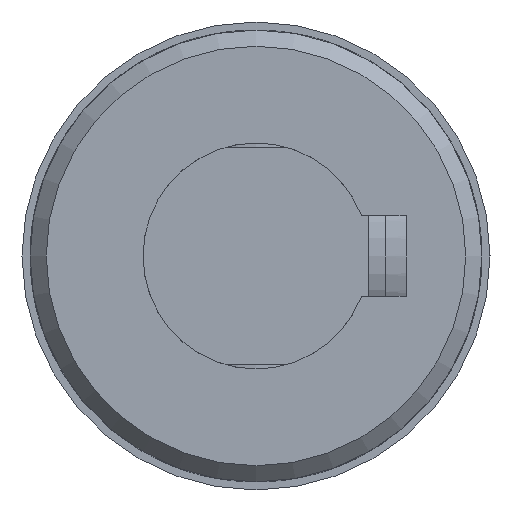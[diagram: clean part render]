
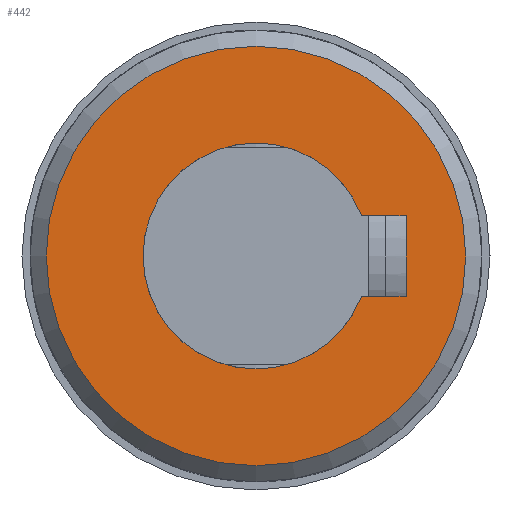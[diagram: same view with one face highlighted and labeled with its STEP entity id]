
A CAD part, left-side view. The second image highlights one B-rep face of the part: STEP entity #442.
In plain terms, the highlighted planar face has unit normal (-1, 0, 0).
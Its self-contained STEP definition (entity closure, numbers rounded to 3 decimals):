
#442 = ADVANCED_FACE( '', ( #937, #938 ), #939, .T. );
#937 = FACE_BOUND( '', #1519, .T. );
#938 = FACE_OUTER_BOUND( '', #1520, .T. );
#939 = PLANE( '', #1521 );
#1519 = EDGE_LOOP( '', ( #2456, #2457, #2458, #2459 ) );
#1520 = EDGE_LOOP( '', ( #2460 ) );
#1521 = AXIS2_PLACEMENT_3D( '', #2461, #2462, #2463 );
#2456 = ORIENTED_EDGE( '', *, *, #3687, .T. );
#2457 = ORIENTED_EDGE( '', *, *, #3688, .T. );
#2458 = ORIENTED_EDGE( '', *, *, #3689, .T. );
#2459 = ORIENTED_EDGE( '', *, *, #3690, .T. );
#2460 = ORIENTED_EDGE( '', *, *, #3555, .F. );
#2461 = CARTESIAN_POINT( '', ( 0., 13., 0. ) );
#2462 = DIRECTION( '', ( -1., 0., 0. ) );
#2463 = DIRECTION( '', ( 0., 0., 1. ) );
#3555 = EDGE_CURVE( '', #4270, #4270, #4271, .T. );
#3687 = EDGE_CURVE( '', #4481, #4482, #4483, .T. );
#3688 = EDGE_CURVE( '', #4482, #4484, #4485, .T. );
#3689 = EDGE_CURVE( '', #4484, #4486, #4487, .T. );
#3690 = EDGE_CURVE( '', #4486, #4481, #4488, .T. );
#4270 = VERTEX_POINT( '', #5507 );
#4271 = CIRCLE( '', #5508, 13. );
#4481 = VERTEX_POINT( '', #6301 );
#4482 = VERTEX_POINT( '', #6302 );
#4483 = LINE( '', #6303, #6304 );
#4484 = VERTEX_POINT( '', #6305 );
#4485 = CIRCLE( '', #6306, 7. );
#4486 = VERTEX_POINT( '', #6307 );
#4487 = LINE( '', #6308, #6309 );
#4488 = LINE( '', #6310, #6311 );
#5507 = CARTESIAN_POINT( '', ( 0., 0., -13. ) );
#5508 = AXIS2_PLACEMENT_3D( '', #7116, #7117, #7118 );
#6301 = CARTESIAN_POINT( '', ( 0., 2.5, -9.3 ) );
#6302 = CARTESIAN_POINT( '', ( 0., 2.5, -6.538 ) );
#6303 = CARTESIAN_POINT( '', ( 0., 2.5, -9.3 ) );
#6304 = VECTOR( '', #7285, 1000. );
#6305 = CARTESIAN_POINT( '', ( 0., -2.5, -6.538 ) );
#6306 = AXIS2_PLACEMENT_3D( '', #7286, #7287, #7288 );
#6307 = CARTESIAN_POINT( '', ( 0., -2.5, -9.3 ) );
#6308 = CARTESIAN_POINT( '', ( 0., -2.5, 0. ) );
#6309 = VECTOR( '', #7289, 1000. );
#6310 = CARTESIAN_POINT( '', ( 0., -2.5, -9.3 ) );
#6311 = VECTOR( '', #7290, 1000. );
#7116 = CARTESIAN_POINT( '', ( 0., 0., 0. ) );
#7117 = DIRECTION( '', ( 1., 0., 0. ) );
#7118 = DIRECTION( '', ( 0., 0., -1. ) );
#7285 = DIRECTION( '', ( 0., 0., 1. ) );
#7286 = CARTESIAN_POINT( '', ( 0., 0., 0. ) );
#7287 = DIRECTION( '', ( 1., 0., 0. ) );
#7288 = DIRECTION( '', ( 0., 0., -1. ) );
#7289 = DIRECTION( '', ( 0., 0., -1. ) );
#7290 = DIRECTION( '', ( 0., 1., 0. ) );
